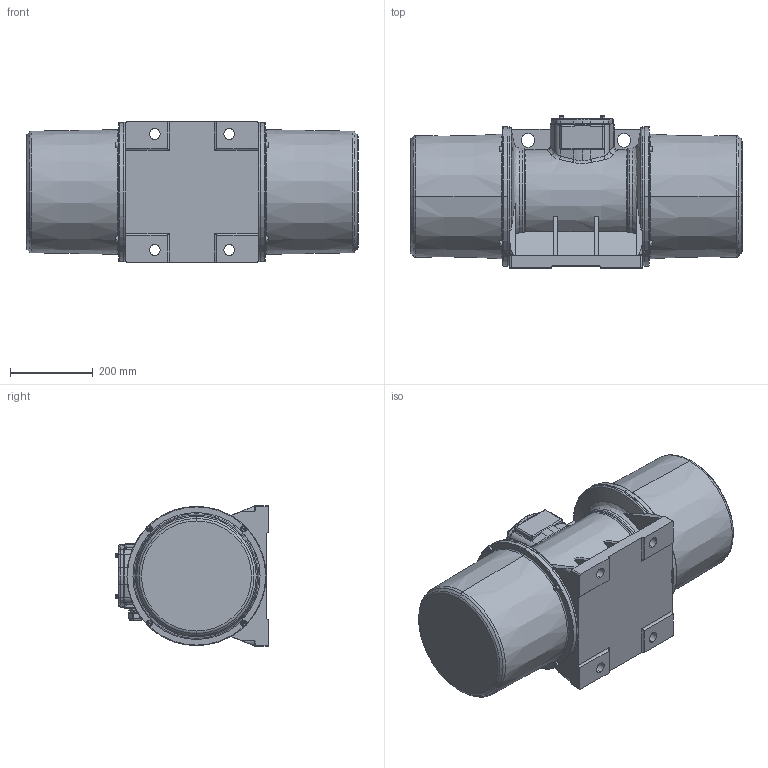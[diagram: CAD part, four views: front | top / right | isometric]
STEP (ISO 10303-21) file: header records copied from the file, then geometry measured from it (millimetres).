
FILE_DESCRIPTION (( 'STEP AP214' ), '1' );
FILE_NAME ('NEG 164700 50-60Hz.STEP', '2013-07-16T12:43:43', ( '' ), ( '' ), 'SwSTEP 2.0', 'SolidWorks 2010', '' );
FILE_SCHEMA (( 'AUTOMOTIVE_DESIGN' ));
Length unit declared in the file: millimetre
Products named in the file (1): NEG 164700 50-60Hz
Bounding box: 802 x 367.75 x 340 mm (x, y, z)
Volume: 13983380.5 mm3; surface area: 2158429.1 mm2
Topology: 2 solids, 6 shells, 1934 faces, 5105 edges, 2915 vertices
Faces by surface type: plane 978, bspline 413, cylinder 283, cone 160, torus 78, sphere 22
Entity records: 74139 total; most frequent: CARTESIAN_POINT 22083, ORIENTED_EDGE 9442, DIRECTION 8452, EDGE_CURVE 4721, AXIS2_PLACEMENT_3D 3088, VERTEX_POINT 2915, VECTOR 2276, LINE 2276
